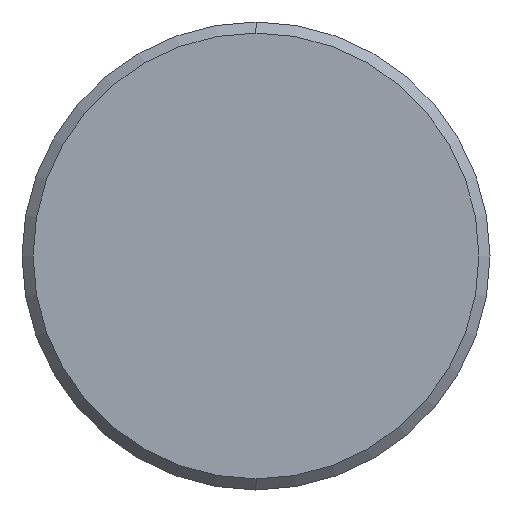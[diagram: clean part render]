
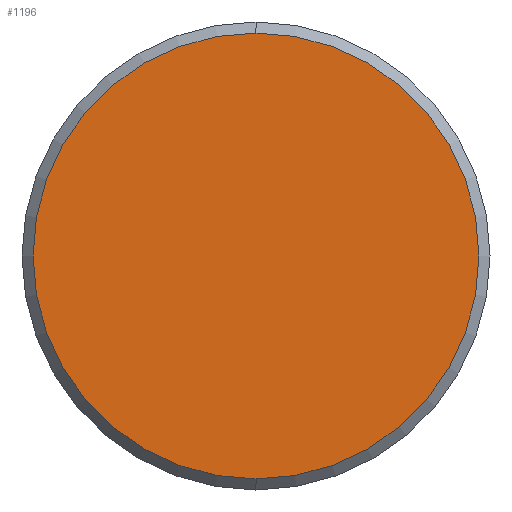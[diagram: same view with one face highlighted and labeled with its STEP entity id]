
A CAD part, left-side view. The second image highlights one B-rep face of the part: STEP entity #1196.
In plain terms, the highlighted planar face has unit normal (-1, 0, 0).
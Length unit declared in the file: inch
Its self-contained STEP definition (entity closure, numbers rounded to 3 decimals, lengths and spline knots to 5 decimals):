
#139 = CARTESIAN_POINT ( 'NONE',  ( -2.5, 0., 0.507 ) ) ;
#153 = DIRECTION ( 'NONE',  ( 0., 0., 1. ) ) ;
#232 = VERTEX_POINT ( 'NONE', #139 ) ;
#303 = CARTESIAN_POINT ( 'NONE',  ( -2.5, 0.537, 0. ) ) ;
#383 = PLANE ( 'NONE',  #1472 ) ;
#397 = EDGE_LOOP ( 'NONE', ( #1903, #1102 ) ) ;
#779 = DIRECTION ( 'NONE',  ( -1., 0., 0. ) ) ;
#782 = FACE_OUTER_BOUND ( 'NONE', #397, .T. ) ;
#783 = CIRCLE ( 'NONE', #1054, 0.507 ) ;
#813 = DIRECTION ( 'NONE',  ( 0., 0., 1. ) ) ;
#828 = EDGE_CURVE ( 'NONE', #232, #1751, #1674, .T. ) ;
#891 = AXIS2_PLACEMENT_3D ( 'NONE', #1619, #1783, #813 ) ;
#927 = CARTESIAN_POINT ( 'NONE',  ( -2.5, 0., 0. ) ) ;
#1054 = AXIS2_PLACEMENT_3D ( 'NONE', #927, #1409, #1237 ) ;
#1102 = ORIENTED_EDGE ( 'NONE', *, *, #828, .T. ) ;
#1196 = ADVANCED_FACE ( 'NONE', ( #782 ), #383, .T. ) ;
#1237 = DIRECTION ( 'NONE',  ( 0., 0., 1. ) ) ;
#1409 = DIRECTION ( 'NONE',  ( -1., 0., 0. ) ) ;
#1472 = AXIS2_PLACEMENT_3D ( 'NONE', #303, #779, #153 ) ;
#1619 = CARTESIAN_POINT ( 'NONE',  ( -2.5, 0., 0. ) ) ;
#1674 = CIRCLE ( 'NONE', #891, 0.507 ) ;
#1751 = VERTEX_POINT ( 'NONE', #1957 ) ;
#1783 = DIRECTION ( 'NONE',  ( -1., 0., 0. ) ) ;
#1903 = ORIENTED_EDGE ( 'NONE', *, *, #1983, .T. ) ;
#1957 = CARTESIAN_POINT ( 'NONE',  ( -2.5, 0., -0.507 ) ) ;
#1983 = EDGE_CURVE ( 'NONE', #1751, #232, #783, .T. ) ;
